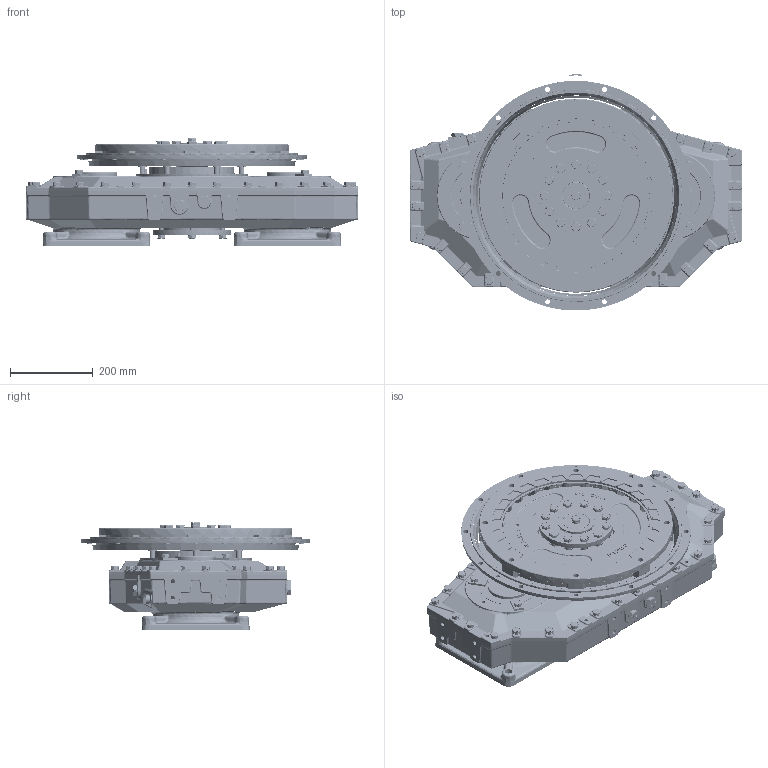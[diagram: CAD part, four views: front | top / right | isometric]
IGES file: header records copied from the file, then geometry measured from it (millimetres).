
Start section: SolidWorks IGES file using analytic representation for surfaces
Global section: file name: 1029019W.igs; native system: SolidWorks 2019; preprocessor: SolidWorks 2019; author: SMTservice; date: 200522.083625; units: millimetre
Bounding box: 800 x 571.17 x 259.5 mm (x, y, z)
Surface area: 3810030.2 mm2 (no closed solid volume)
Topology: 0 solids, 0 shells, 8984 faces, 127336 edges, 126103 vertices
Faces by surface type: bspline 6005, revolution 2979
